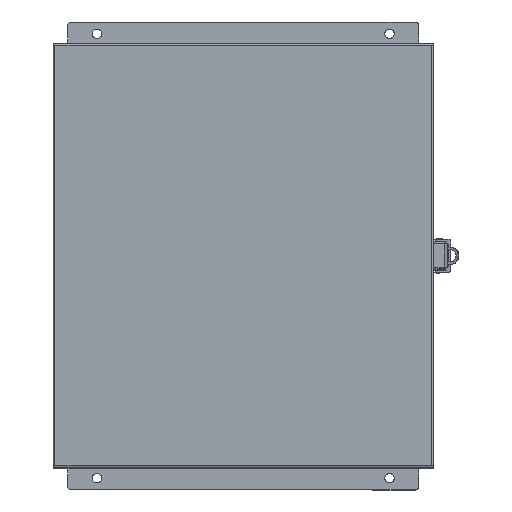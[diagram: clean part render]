
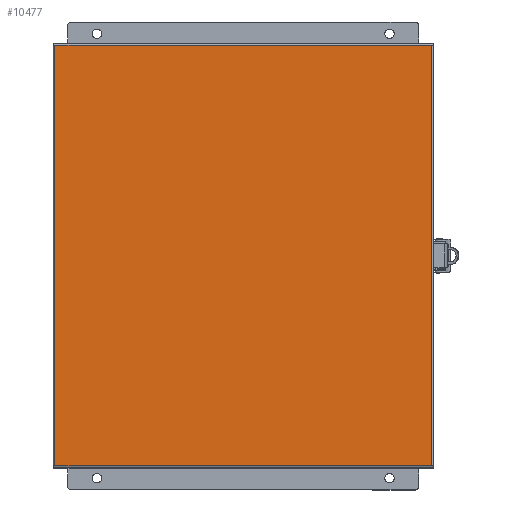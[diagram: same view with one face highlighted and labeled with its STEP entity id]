
A CAD part, top view. The second image highlights one B-rep face of the part: STEP entity #10477.
In plain terms, the highlighted planar face has unit normal (0, 0, 1).
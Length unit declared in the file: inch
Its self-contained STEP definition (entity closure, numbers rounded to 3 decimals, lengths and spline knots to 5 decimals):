
#992 = CARTESIAN_POINT ( 'NONE',  ( 0., 0., 0. ) ) ;
#2287 = EDGE_CURVE ( 'NONE', #9118, #5682, #24082, .T. ) ;
#2389 = CARTESIAN_POINT ( 'NONE',  ( 6.435, 7.185, 0. ) ) ;
#4325 = CARTESIAN_POINT ( 'NONE',  ( 6.435, -7.185, 0. ) ) ;
#5682 = VERTEX_POINT ( 'NONE', #32446 ) ;
#5748 = DIRECTION ( 'NONE',  ( -1., 0., 0. ) ) ;
#6251 = EDGE_CURVE ( 'NONE', #28211, #9118, #11774, .T. ) ;
#6332 = EDGE_LOOP ( 'NONE', ( #30614, #16659, #23030, #19981 ) ) ;
#8676 = VECTOR ( 'NONE', #16620, 39.37008 ) ;
#9118 = VERTEX_POINT ( 'NONE', #2389 ) ;
#10477 = ADVANCED_FACE ( 'NONE', ( #26537 ), #31994, .T. ) ;
#10678 = CARTESIAN_POINT ( 'NONE',  ( 6.5, 7.185, 0. ) ) ;
#11774 = LINE ( 'NONE', #10678, #8676 ) ;
#11960 = DIRECTION ( 'NONE',  ( 0., 0., 1. ) ) ;
#12607 = VECTOR ( 'NONE', #5748, 39.37008 ) ;
#14044 = CARTESIAN_POINT ( 'NONE',  ( -6.435, 7.185, 0. ) ) ;
#14798 = DIRECTION ( 'NONE',  ( 1., 0., 0. ) ) ;
#15143 = VECTOR ( 'NONE', #22818, 39.37008 ) ;
#16620 = DIRECTION ( 'NONE',  ( 1., 0., 0. ) ) ;
#16659 = ORIENTED_EDGE ( 'NONE', *, *, #2287, .F. ) ;
#18286 = VERTEX_POINT ( 'NONE', #36030 ) ;
#18637 = CARTESIAN_POINT ( 'NONE',  ( -6.435, 7.185, 0. ) ) ;
#19981 = ORIENTED_EDGE ( 'NONE', *, *, #23196, .F. ) ;
#20109 = LINE ( 'NONE', #25444, #12607 ) ;
#22675 = LINE ( 'NONE', #14044, #15143 ) ;
#22818 = DIRECTION ( 'NONE',  ( 0., 1., 0. ) ) ;
#23030 = ORIENTED_EDGE ( 'NONE', *, *, #6251, .F. ) ;
#23196 = EDGE_CURVE ( 'NONE', #18286, #28211, #22675, .T. ) ;
#24082 = LINE ( 'NONE', #4325, #32061 ) ;
#25444 = CARTESIAN_POINT ( 'NONE',  ( -6.5, -7.185, 0. ) ) ;
#26537 = FACE_OUTER_BOUND ( 'NONE', #6332, .T. ) ;
#28211 = VERTEX_POINT ( 'NONE', #18637 ) ;
#30614 = ORIENTED_EDGE ( 'NONE', *, *, #32072, .F. ) ;
#31994 = PLANE ( 'NONE',  #34904 ) ;
#32061 = VECTOR ( 'NONE', #35854, 39.37008 ) ;
#32072 = EDGE_CURVE ( 'NONE', #5682, #18286, #20109, .T. ) ;
#32446 = CARTESIAN_POINT ( 'NONE',  ( 6.435, -7.185, 0. ) ) ;
#34904 = AXIS2_PLACEMENT_3D ( 'NONE', #992, #11960, #14798 ) ;
#35854 = DIRECTION ( 'NONE',  ( 0., -1., 0. ) ) ;
#36030 = CARTESIAN_POINT ( 'NONE',  ( -6.435, -7.185, 0. ) ) ;
